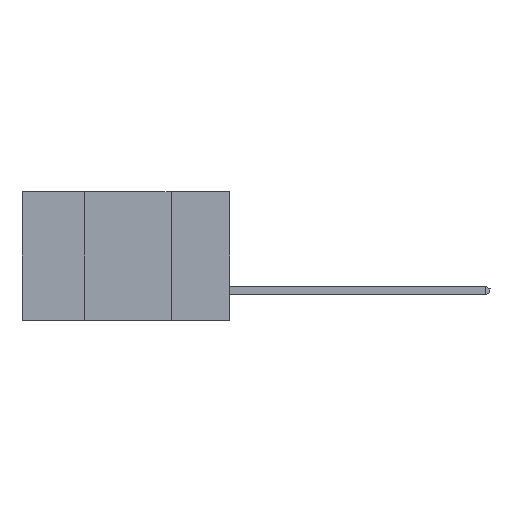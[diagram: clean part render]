
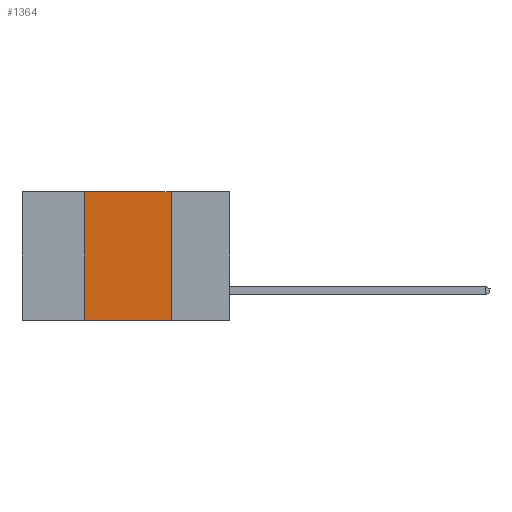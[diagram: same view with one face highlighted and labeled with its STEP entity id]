
A CAD part, left-side view. The second image highlights one B-rep face of the part: STEP entity #1364.
In plain terms, the highlighted planar face has unit normal (-1, 0, 0).
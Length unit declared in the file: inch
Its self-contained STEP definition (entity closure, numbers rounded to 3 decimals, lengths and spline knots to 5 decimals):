
#60 = LINE ( 'NONE', #114, #1322 ) ;
#92 = VERTEX_POINT ( 'NONE', #1164 ) ;
#114 = CARTESIAN_POINT ( 'NONE',  ( 0., 0.17, -0.37 ) ) ;
#197 = EDGE_CURVE ( 'NONE', #9043, #728, #7188, .T. ) ;
#491 = ORIENTED_EDGE ( 'NONE', *, *, #3979, .F. ) ;
#728 = VERTEX_POINT ( 'NONE', #6822 ) ;
#801 = VECTOR ( 'NONE', #924, 39.37008 ) ;
#924 = DIRECTION ( 'NONE',  ( 0., -1., 0. ) ) ;
#1015 = VERTEX_POINT ( 'NONE', #5662 ) ;
#1164 = CARTESIAN_POINT ( 'NONE',  ( 0., 0.17, 0. ) ) ;
#1210 = DIRECTION ( 'NONE',  ( 0., -1., 0. ) ) ;
#1322 = VECTOR ( 'NONE', #10395, 39.37008 ) ;
#1364 = ADVANCED_FACE ( 'NONE', ( #5494 ), #9572, .F. ) ;
#2299 = CARTESIAN_POINT ( 'NONE',  ( 0., 0.6, 0. ) ) ;
#3009 = ORIENTED_EDGE ( 'NONE', *, *, #197, .F. ) ;
#3899 = DIRECTION ( 'NONE',  ( 1., 0., 0. ) ) ;
#3979 = EDGE_CURVE ( 'NONE', #92, #1015, #60, .T. ) ;
#4766 = AXIS2_PLACEMENT_3D ( 'NONE', #2299, #3899, #5545 ) ;
#4800 = DIRECTION ( 'NONE',  ( 0., 0., 1. ) ) ;
#4969 = EDGE_CURVE ( 'NONE', #9043, #1015, #9332, .T. ) ;
#5494 = FACE_OUTER_BOUND ( 'NONE', #6025, .T. ) ;
#5545 = DIRECTION ( 'NONE',  ( 0., 0., -1. ) ) ;
#5662 = CARTESIAN_POINT ( 'NONE',  ( 0., 0.17, -0.37 ) ) ;
#5734 = VECTOR ( 'NONE', #1210, 39.37008 ) ;
#6025 = EDGE_LOOP ( 'NONE', ( #491, #9520, #3009, #7691 ) ) ;
#6408 = CARTESIAN_POINT ( 'NONE',  ( 0., 0.42, -0.37 ) ) ;
#6792 = CARTESIAN_POINT ( 'NONE',  ( 0., 0.6, -0.37 ) ) ;
#6822 = CARTESIAN_POINT ( 'NONE',  ( 0., 0.42, 0. ) ) ;
#7188 = LINE ( 'NONE', #6408, #10332 ) ;
#7691 = ORIENTED_EDGE ( 'NONE', *, *, #4969, .T. ) ;
#8920 = EDGE_CURVE ( 'NONE', #728, #92, #9670, .T. ) ;
#8934 = CARTESIAN_POINT ( 'NONE',  ( 0., 0.6, 0. ) ) ;
#9043 = VERTEX_POINT ( 'NONE', #9947 ) ;
#9332 = LINE ( 'NONE', #6792, #5734 ) ;
#9520 = ORIENTED_EDGE ( 'NONE', *, *, #8920, .F. ) ;
#9572 = PLANE ( 'NONE',  #4766 ) ;
#9670 = LINE ( 'NONE', #8934, #801 ) ;
#9947 = CARTESIAN_POINT ( 'NONE',  ( 0., 0.42, -0.37 ) ) ;
#10332 = VECTOR ( 'NONE', #4800, 39.37008 ) ;
#10395 = DIRECTION ( 'NONE',  ( 0., 0., -1. ) ) ;
